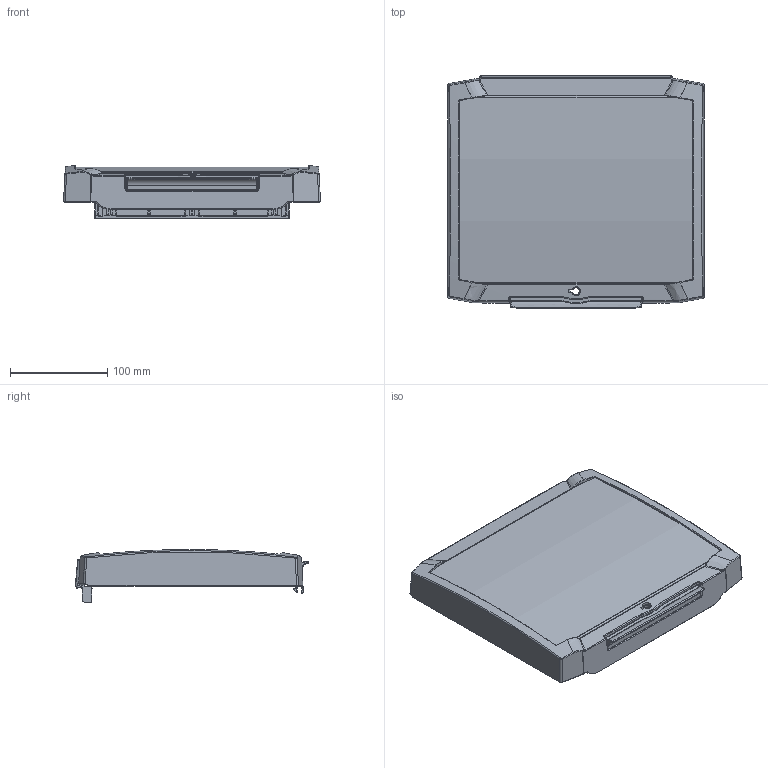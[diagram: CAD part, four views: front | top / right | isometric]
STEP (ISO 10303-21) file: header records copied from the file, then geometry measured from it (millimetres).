
FILE_DESCRIPTION(/* description */ (''),/* implementation_level */ '2;1');
FILE_NAME(/* name */ '2604124_3D.stp',/* time_stamp */ '2018-07-09T10:49:37+02:00',/* author */ ('haertel'),/* organization */ (''),/* preprocessor_version */ 'ST-DEVELOPER v16.13',/* originating_system */ 'Autodesk Inventor 2018',/* authorisation */ '');
FILE_SCHEMA (('AUTOMOTIVE_DESIGN { 1 0 10303 214 3 1 1 }'));
Length unit declared in the file: millimetre
Products named in the file (5): 2604124_3D; 1011387_3D; Bauteil355; 1008979_3D; 1008983_3D
Assembly tree (4 placements, depth 2):
  2604124_3D
    1011387_3D
    Bauteil355
    1008979_3D
    1008983_3D
Bounding box: 264 x 239.48 x 54.37 mm (x, y, z)
Volume: 358667.2 mm3; surface area: 294202.6 mm2
Topology: 4 solids, 4 shells, 1635 faces, 4426 edges, 2767 vertices
Faces by surface type: plane 832, cylinder 415, bspline 261, sphere 84, cone 29, torus 14
Full cylindrical faces by diameter (mm): 2 x2, 2.15 x8
Entity records: 77672 total; most frequent: CARTESIAN_POINT 37203, ORIENTED_EDGE 8728, DIRECTION 8099, EDGE_CURVE 4364, VERTEX_POINT 2759, AXIS2_PLACEMENT_3D 2724, LINE 2651, VECTOR 2651
